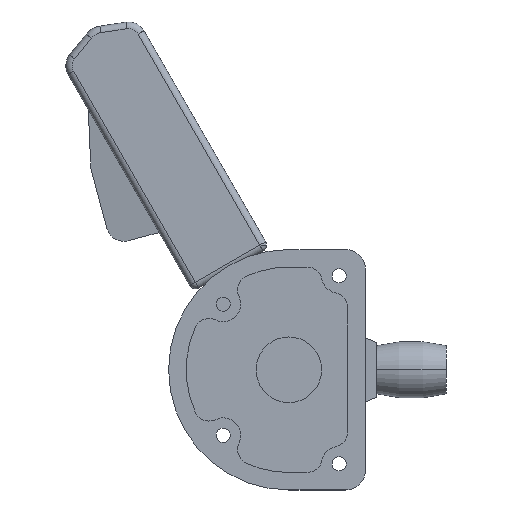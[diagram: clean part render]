
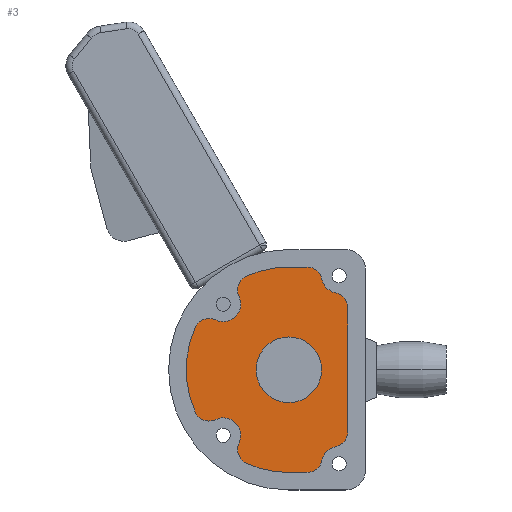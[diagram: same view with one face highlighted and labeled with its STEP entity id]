
A CAD part, front view. The second image highlights one B-rep face of the part: STEP entity #3.
In plain terms, the highlighted planar face has unit normal (0, -1, 0).
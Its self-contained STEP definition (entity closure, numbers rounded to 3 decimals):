
#3 = ADVANCED_FACE ( 'NONE', ( #4076, #3214, #2349, #1475, #620, #3976 ), #4002, .F. ) ;
#54 = AXIS2_PLACEMENT_3D ( 'NONE', #511, #2793, #833 ) ;
#103 = DIRECTION ( 'NONE',  ( 0., 0., 1. ) ) ;
#137 = VERTEX_POINT ( 'NONE', #3336 ) ;
#159 = VERTEX_POINT ( 'NONE', #3384 ) ;
#196 = DIRECTION ( 'NONE',  ( 0., 0., 1. ) ) ;
#208 = CARTESIAN_POINT ( 'NONE',  ( 35., 0., -55. ) ) ;
#228 = AXIS2_PLACEMENT_3D ( 'NONE', #2375, #1401, #423 ) ;
#287 = ORIENTED_EDGE ( 'NONE', *, *, #1170, .F. ) ;
#294 = VECTOR ( 'NONE', #2212, 1000. ) ;
#302 = ORIENTED_EDGE ( 'NONE', *, *, #1908, .T. ) ;
#406 = VERTEX_POINT ( 'NONE', #713 ) ;
#423 = DIRECTION ( 'NONE',  ( 0., 0., 1. ) ) ;
#469 = EDGE_CURVE ( 'NONE', #2008, #1991, #3527, .T. ) ;
#497 = CARTESIAN_POINT ( 'NONE',  ( -30., 0., 30. ) ) ;
#507 = AXIS2_PLACEMENT_3D ( 'NONE', #1498, #3782, #1842 ) ;
#511 = CARTESIAN_POINT ( 'NONE',  ( 0., 0., 0. ) ) ;
#512 = ORIENTED_EDGE ( 'NONE', *, *, #1054, .T. ) ;
#530 = CARTESIAN_POINT ( 'NONE',  ( -30., 0., -30. ) ) ;
#574 = ORIENTED_EDGE ( 'NONE', *, *, #912, .T. ) ;
#582 = CARTESIAN_POINT ( 'NONE',  ( 26., 0., 46. ) ) ;
#612 = CIRCLE ( 'NONE', #3424, 3.25 ) ;
#620 = FACE_BOUND ( 'NONE', #1031, .T. ) ;
#626 = AXIS2_PLACEMENT_3D ( 'NONE', #497, #2778, #824 ) ;
#631 = ORIENTED_EDGE ( 'NONE', *, *, #4154, .F. ) ;
#653 = EDGE_CURVE ( 'NONE', #1291, #1816, #2146, .T. ) ;
#713 = CARTESIAN_POINT ( 'NONE',  ( -30., 0., -33.25 ) ) ;
#749 = LINE ( 'NONE', #208, #2491 ) ;
#824 = DIRECTION ( 'NONE',  ( 0., 0., 1. ) ) ;
#826 = EDGE_CURVE ( 'NONE', #3932, #2288, #3919, .T. ) ;
#833 = DIRECTION ( 'NONE',  ( 0., 0., 1. ) ) ;
#849 = DIRECTION ( 'NONE',  ( 0., 0., 1. ) ) ;
#910 = DIRECTION ( 'NONE',  ( 0., 0., 1. ) ) ;
#912 = EDGE_CURVE ( 'NONE', #2619, #406, #2859, .T. ) ;
#927 = AXIS2_PLACEMENT_3D ( 'NONE', #3063, #1110, #3385 ) ;
#1031 = EDGE_LOOP ( 'NONE', ( #1532, #1156 ) ) ;
#1054 = EDGE_CURVE ( 'NONE', #1937, #1791, #612, .T. ) ;
#1064 = CIRCLE ( 'NONE', #626, 3.25 ) ;
#1065 = CARTESIAN_POINT ( 'NONE',  ( -30., 0., 26.75 ) ) ;
#1071 = VECTOR ( 'NONE', #2652, 1000. ) ;
#1110 = DIRECTION ( 'NONE',  ( 0., 1., 0. ) ) ;
#1156 = ORIENTED_EDGE ( 'NONE', *, *, #469, .T. ) ;
#1164 = ORIENTED_EDGE ( 'NONE', *, *, #1321, .F. ) ;
#1167 = LINE ( 'NONE', #3942, #1071 ) ;
#1169 = CARTESIAN_POINT ( 'NONE',  ( 23., 0., 43. ) ) ;
#1170 = EDGE_CURVE ( 'NONE', #4110, #3678, #1167, .T. ) ;
#1234 = AXIS2_PLACEMENT_3D ( 'NONE', #3806, #1866, #4137 ) ;
#1250 = CIRCLE ( 'NONE', #507, 3.25 ) ;
#1279 = EDGE_LOOP ( 'NONE', ( #2612, #1794 ) ) ;
#1291 = VERTEX_POINT ( 'NONE', #4093 ) ;
#1304 = CARTESIAN_POINT ( 'NONE',  ( -30., 0., -26.75 ) ) ;
#1321 = EDGE_CURVE ( 'NONE', #1648, #137, #749, .T. ) ;
#1351 = CIRCLE ( 'NONE', #54, 55. ) ;
#1401 = DIRECTION ( 'NONE',  ( 0., 1., 0. ) ) ;
#1458 = AXIS2_PLACEMENT_3D ( 'NONE', #4022, #2082, #103 ) ;
#1475 = FACE_OUTER_BOUND ( 'NONE', #2957, .T. ) ;
#1481 = EDGE_LOOP ( 'NONE', ( #302, #2617 ) ) ;
#1489 = DIRECTION ( 'NONE',  ( 0., 0., 1. ) ) ;
#1493 = CIRCLE ( 'NONE', #2702, 9. ) ;
#1498 = CARTESIAN_POINT ( 'NONE',  ( 23., 0., -43. ) ) ;
#1532 = ORIENTED_EDGE ( 'NONE', *, *, #2227, .T. ) ;
#1543 = ORIENTED_EDGE ( 'NONE', *, *, #653, .F. ) ;
#1570 = CIRCLE ( 'NONE', #927, 3.25 ) ;
#1648 = VERTEX_POINT ( 'NONE', #2104 ) ;
#1664 = CIRCLE ( 'NONE', #1859, 3.25 ) ;
#1717 = CARTESIAN_POINT ( 'NONE',  ( 0., 0., -55. ) ) ;
#1747 = CARTESIAN_POINT ( 'NONE',  ( 23., 0., -39.75 ) ) ;
#1777 = CARTESIAN_POINT ( 'NONE',  ( -30., 0., -30. ) ) ;
#1778 = CARTESIAN_POINT ( 'NONE',  ( 0., 0., 55. ) ) ;
#1791 = VERTEX_POINT ( 'NONE', #1065 ) ;
#1794 = ORIENTED_EDGE ( 'NONE', *, *, #826, .F. ) ;
#1809 = CARTESIAN_POINT ( 'NONE',  ( -30., 0., 30. ) ) ;
#1816 = VERTEX_POINT ( 'NONE', #1717 ) ;
#1842 = DIRECTION ( 'NONE',  ( 0., 0., 1. ) ) ;
#1859 = AXIS2_PLACEMENT_3D ( 'NONE', #530, #2809, #849 ) ;
#1866 = DIRECTION ( 'NONE',  ( 0., -1., 0. ) ) ;
#1878 = DIRECTION ( 'NONE',  ( 0., -1., 0. ) ) ;
#1908 = EDGE_CURVE ( 'NONE', #159, #3982, #1570, .T. ) ;
#1937 = VERTEX_POINT ( 'NONE', #2402 ) ;
#1991 = VERTEX_POINT ( 'NONE', #2989 ) ;
#2008 = VERTEX_POINT ( 'NONE', #2677 ) ;
#2082 = DIRECTION ( 'NONE',  ( 0., -1., 0. ) ) ;
#2104 = CARTESIAN_POINT ( 'NONE',  ( 35., 0., 46. ) ) ;
#2110 = DIRECTION ( 'NONE',  ( 0., 0., 1. ) ) ;
#2123 = EDGE_CURVE ( 'NONE', #1791, #1937, #1064, .T. ) ;
#2139 = DIRECTION ( 'NONE',  ( 0., 0., 1. ) ) ;
#2146 = LINE ( 'NONE', #2865, #294 ) ;
#2165 = DIRECTION ( 'NONE',  ( 0., 1., 0. ) ) ;
#2212 = DIRECTION ( 'NONE',  ( -1., 0., 0. ) ) ;
#2227 = EDGE_CURVE ( 'NONE', #1991, #2008, #3150, .T. ) ;
#2261 = ORIENTED_EDGE ( 'NONE', *, *, #2409, .T. ) ;
#2288 = VERTEX_POINT ( 'NONE', #3659 ) ;
#2337 = AXIS2_PLACEMENT_3D ( 'NONE', #1777, #4051, #2110 ) ;
#2349 = FACE_BOUND ( 'NONE', #1481, .T. ) ;
#2375 = CARTESIAN_POINT ( 'NONE',  ( 0., 0., 0. ) ) ;
#2402 = CARTESIAN_POINT ( 'NONE',  ( -30., 0., 33.25 ) ) ;
#2409 = EDGE_CURVE ( 'NONE', #406, #2619, #1664, .T. ) ;
#2465 = ORIENTED_EDGE ( 'NONE', *, *, #2123, .T. ) ;
#2491 = VECTOR ( 'NONE', #2502, 1000. ) ;
#2502 = DIRECTION ( 'NONE',  ( 0., 0., -1. ) ) ;
#2593 = AXIS2_PLACEMENT_3D ( 'NONE', #4113, #2165, #196 ) ;
#2612 = ORIENTED_EDGE ( 'NONE', *, *, #2781, .F. ) ;
#2617 = ORIENTED_EDGE ( 'NONE', *, *, #4215, .T. ) ;
#2619 = VERTEX_POINT ( 'NONE', #1304 ) ;
#2652 = DIRECTION ( 'NONE',  ( 1., 0., 0. ) ) ;
#2677 = CARTESIAN_POINT ( 'NONE',  ( 23., 0., 46.25 ) ) ;
#2702 = AXIS2_PLACEMENT_3D ( 'NONE', #582, #2863, #910 ) ;
#2778 = DIRECTION ( 'NONE',  ( 0., 1., 0. ) ) ;
#2781 = EDGE_CURVE ( 'NONE', #2288, #3932, #3146, .T. ) ;
#2793 = DIRECTION ( 'NONE',  ( 0., 1., 0. ) ) ;
#2809 = DIRECTION ( 'NONE',  ( 0., 1., 0. ) ) ;
#2859 = CIRCLE ( 'NONE', #2337, 3.25 ) ;
#2863 = DIRECTION ( 'NONE',  ( 0., -1., 0. ) ) ;
#2865 = CARTESIAN_POINT ( 'NONE',  ( 0., 0., -55. ) ) ;
#2957 = EDGE_LOOP ( 'NONE', ( #1164, #3471, #287, #631, #1543, #3410 ) ) ;
#2989 = CARTESIAN_POINT ( 'NONE',  ( 23., 0., 39.75 ) ) ;
#3061 = EDGE_LOOP ( 'NONE', ( #2465, #512 ) ) ;
#3063 = CARTESIAN_POINT ( 'NONE',  ( 23., 0., -43. ) ) ;
#3146 = CIRCLE ( 'NONE', #3296, 15. ) ;
#3150 = CIRCLE ( 'NONE', #2593, 3.25 ) ;
#3214 = FACE_BOUND ( 'NONE', #3577, .T. ) ;
#3292 = EDGE_CURVE ( 'NONE', #1648, #3678, #1493, .T. ) ;
#3296 = AXIS2_PLACEMENT_3D ( 'NONE', #3817, #1878, #4153 ) ;
#3336 = CARTESIAN_POINT ( 'NONE',  ( 35., 0., -46. ) ) ;
#3384 = CARTESIAN_POINT ( 'NONE',  ( 23., 0., -46.25 ) ) ;
#3385 = DIRECTION ( 'NONE',  ( 0., 0., 1. ) ) ;
#3410 = ORIENTED_EDGE ( 'NONE', *, *, #3749, .T. ) ;
#3424 = AXIS2_PLACEMENT_3D ( 'NONE', #1809, #4082, #2139 ) ;
#3433 = CIRCLE ( 'NONE', #1234, 9. ) ;
#3446 = DIRECTION ( 'NONE',  ( 0., 1., 0. ) ) ;
#3449 = CARTESIAN_POINT ( 'NONE',  ( 26., 0., 55. ) ) ;
#3471 = ORIENTED_EDGE ( 'NONE', *, *, #3292, .T. ) ;
#3527 = CIRCLE ( 'NONE', #3596, 3.25 ) ;
#3577 = EDGE_LOOP ( 'NONE', ( #2261, #574 ) ) ;
#3596 = AXIS2_PLACEMENT_3D ( 'NONE', #1169, #3446, #1489 ) ;
#3659 = CARTESIAN_POINT ( 'NONE',  ( 0., 0., 15. ) ) ;
#3676 = CARTESIAN_POINT ( 'NONE',  ( 0., 0., -15. ) ) ;
#3678 = VERTEX_POINT ( 'NONE', #3449 ) ;
#3749 = EDGE_CURVE ( 'NONE', #1291, #137, #3433, .T. ) ;
#3782 = DIRECTION ( 'NONE',  ( 0., 1., 0. ) ) ;
#3806 = CARTESIAN_POINT ( 'NONE',  ( 26., 0., -46. ) ) ;
#3817 = CARTESIAN_POINT ( 'NONE',  ( 0., 0., 0. ) ) ;
#3919 = CIRCLE ( 'NONE', #1458, 15. ) ;
#3932 = VERTEX_POINT ( 'NONE', #3676 ) ;
#3942 = CARTESIAN_POINT ( 'NONE',  ( 35., 0., 55. ) ) ;
#3976 = FACE_BOUND ( 'NONE', #3061, .T. ) ;
#3982 = VERTEX_POINT ( 'NONE', #1747 ) ;
#4002 = PLANE ( 'NONE',  #228 ) ;
#4022 = CARTESIAN_POINT ( 'NONE',  ( 0., 0., 0. ) ) ;
#4051 = DIRECTION ( 'NONE',  ( 0., 1., 0. ) ) ;
#4076 = FACE_BOUND ( 'NONE', #1279, .T. ) ;
#4082 = DIRECTION ( 'NONE',  ( 0., 1., 0. ) ) ;
#4093 = CARTESIAN_POINT ( 'NONE',  ( 26., 0., -55. ) ) ;
#4110 = VERTEX_POINT ( 'NONE', #1778 ) ;
#4113 = CARTESIAN_POINT ( 'NONE',  ( 23., 0., 43. ) ) ;
#4137 = DIRECTION ( 'NONE',  ( 0., 0., 1. ) ) ;
#4153 = DIRECTION ( 'NONE',  ( 0., 0., 1. ) ) ;
#4154 = EDGE_CURVE ( 'NONE', #1816, #4110, #1351, .T. ) ;
#4215 = EDGE_CURVE ( 'NONE', #3982, #159, #1250, .T. ) ;
